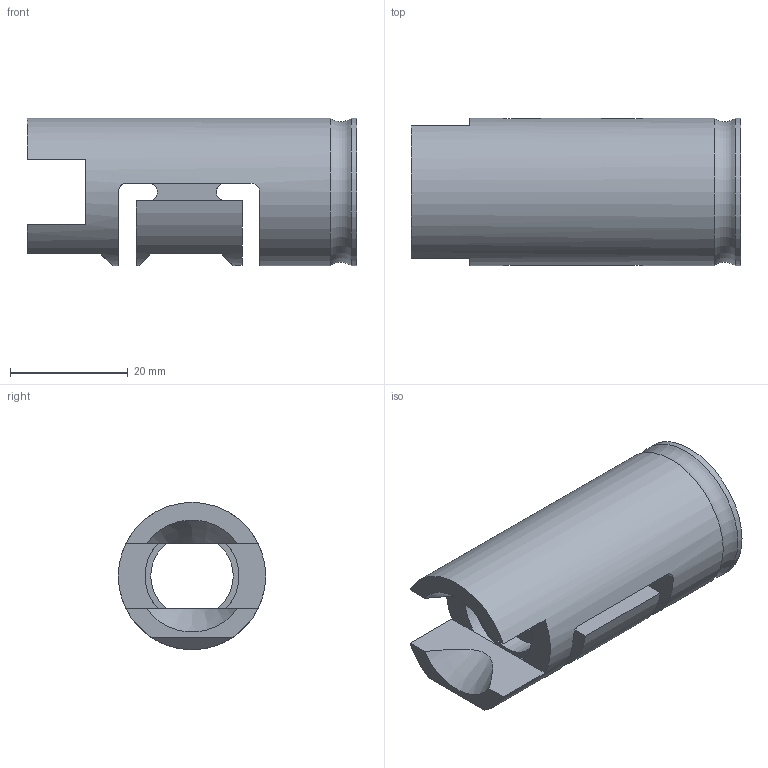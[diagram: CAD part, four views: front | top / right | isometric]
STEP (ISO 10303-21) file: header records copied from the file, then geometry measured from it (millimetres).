
FILE_DESCRIPTION( ( 'Unknown' ), '1' );
FILE_NAME( '704.04.2514.stp', 'Unknown', ( 'Unknown' ), ( 'Unknown' ), 'PSStep 15.0.49', 'Unknown', ' ' );
FILE_SCHEMA( ( 'AUTOMOTIVE_DESIGN { 1 0 10303 214 1 1 1 1 }' ) );
Length unit declared in the file: millimetre
Products named in the file (1): 1
Bounding box: 56 x 25 x 25 mm (x, y, z)
Volume: 15297.8 mm3; surface area: 7838.4 mm2
Topology: 1 solids, 1 shells, 38 faces, 102 edges, 66 vertices
Faces by surface type: plane 24, cylinder 11, cone 2, torus 1
Full cylindrical faces by diameter (mm): 14 x1, 16 x1, 25 x2
Entity records: 1646 total; most frequent: CARTESIAN_POINT 413, DIRECTION 188, ORIENTED_EDGE 184, EDGE_CURVE 92, AXIS2_PLACEMENT_3D 69, VERTEX_POINT 62, LINE 50, VECTOR 50
